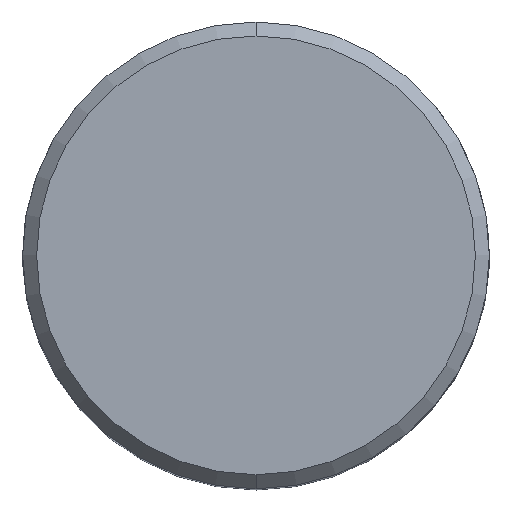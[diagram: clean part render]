
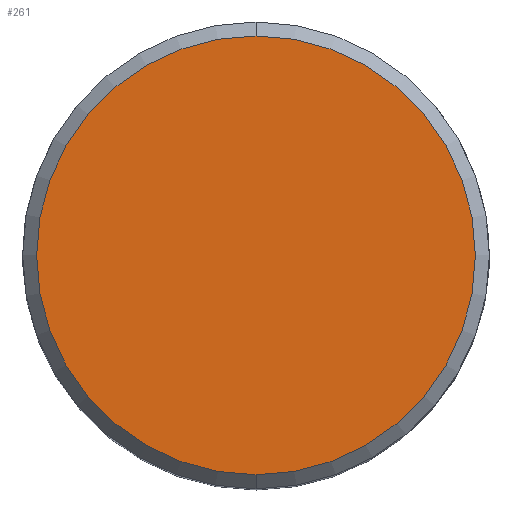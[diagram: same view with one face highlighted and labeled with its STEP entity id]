
A CAD part, top view. The second image highlights one B-rep face of the part: STEP entity #261.
In plain terms, the highlighted planar face has unit normal (0, 0, 1).
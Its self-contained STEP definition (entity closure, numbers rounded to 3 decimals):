
#195=EDGE_CURVE('',#371,#287,#445,.T.);
#261=ADVANCED_FACE('',(#515),#516,.T.);
#269=EDGE_CURVE('',#287,#371,#524,.T.);
#287=VERTEX_POINT('',#545);
#371=VERTEX_POINT('',#641);
#445=CIRCLE('',#759,18.8);
#515=FACE_OUTER_BOUND('',#971,.T.);
#516=PLANE('',#972);
#524=CIRCLE('',#1053,18.8);
#545=CARTESIAN_POINT('',(0.0,18.8,0.0));
#641=CARTESIAN_POINT('',(0.,-18.8,0.0));
#759=AXIS2_PLACEMENT_3D('',#1358,#1359,#1360);
#971=EDGE_LOOP('',(#1421,#1422));
#972=AXIS2_PLACEMENT_3D('',#1423,#1424,#1425);
#1053=AXIS2_PLACEMENT_3D('',#1429,#1430,#1431);
#1358=CARTESIAN_POINT('',(0.0,0.0,0.0));
#1359=DIRECTION('',(0.0,0.0,-1.0));
#1360=DIRECTION('',(0.0,1.0,0.0));
#1421=ORIENTED_EDGE('',*,*,#269,.F.);
#1422=ORIENTED_EDGE('',*,*,#195,.F.);
#1423=CARTESIAN_POINT('',(0.0,9.4,0.0));
#1424=DIRECTION('',(-0.0,0.0,1.0));
#1425=DIRECTION('',(0.0,-1.0,0.0));
#1429=CARTESIAN_POINT('',(0.0,0.0,0.0));
#1430=DIRECTION('',(0.0,0.0,-1.0));
#1431=DIRECTION('',(0.0,1.0,0.0));
